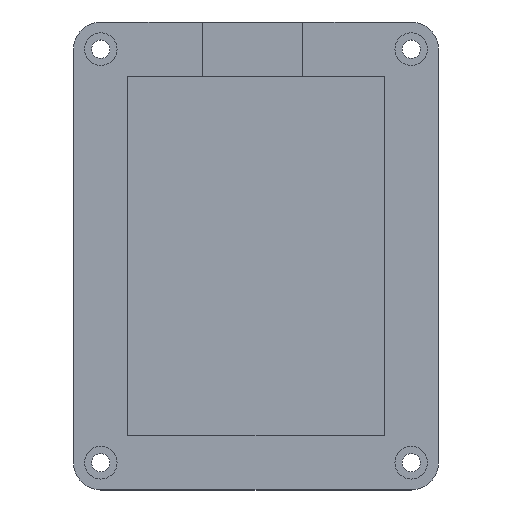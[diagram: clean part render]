
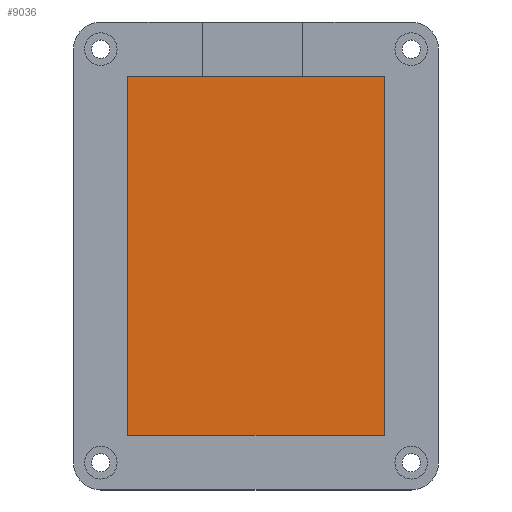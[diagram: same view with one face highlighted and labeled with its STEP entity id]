
A CAD part, top view. The second image highlights one B-rep face of the part: STEP entity #9036.
In plain terms, the highlighted planar face has unit normal (0, 0, 1).
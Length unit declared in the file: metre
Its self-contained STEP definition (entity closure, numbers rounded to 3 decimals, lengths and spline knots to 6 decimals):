
#520=LINE('',#14001,#1286);
#523=LINE('',#14007,#1289);
#527=LINE('',#14015,#1293);
#536=LINE('',#14033,#1302);
#1286=VECTOR('',#11000,1.);
#1289=VECTOR('',#11005,1.);
#1293=VECTOR('',#11011,1.);
#1302=VECTOR('',#11036,1.);
#1912=PLANE('',#9820);
#2629=ORIENTED_EDGE('',*,*,#5393,.F.);
#2630=ORIENTED_EDGE('',*,*,#5390,.T.);
#2631=ORIENTED_EDGE('',*,*,#5406,.T.);
#2632=ORIENTED_EDGE('',*,*,#5397,.F.);
#5390=EDGE_CURVE('',#6791,#6792,#520,.T.);
#5393=EDGE_CURVE('',#6791,#6793,#523,.T.);
#5397=EDGE_CURVE('',#6793,#6796,#527,.T.);
#5406=EDGE_CURVE('',#6792,#6796,#536,.T.);
#6791=VERTEX_POINT('',#14002);
#6792=VERTEX_POINT('',#14003);
#6793=VERTEX_POINT('',#14008);
#6796=VERTEX_POINT('',#14016);
#7727=EDGE_LOOP('',(#2629,#2630,#2631,#2632));
#8305=FACE_BOUND('',#7727,.T.);
#9036=ADVANCED_FACE('',(#8305),#1912,.T.);
#9820=AXIS2_PLACEMENT_3D('',#14034,#11037,#11038);
#11000=DIRECTION('',(1.,0.,0.));
#11005=DIRECTION('',(0.,1.,0.));
#11011=DIRECTION('',(1.,0.,0.));
#11036=DIRECTION('',(0.,1.,0.));
#11037=DIRECTION('',(0.,0.,1.));
#11038=DIRECTION('',(1.,0.,0.));
#14001=CARTESIAN_POINT('',(0.023551,0.,0.003));
#14002=CARTESIAN_POINT('',(0.,0.,0.003));
#14003=CARTESIAN_POINT('',(0.047101,0.,0.003));
#14007=CARTESIAN_POINT('',(0.,0.03302,0.003));
#14008=CARTESIAN_POINT('',(0.,0.06604,0.003));
#14015=CARTESIAN_POINT('',(0.023551,0.06604,0.003));
#14016=CARTESIAN_POINT('',(0.047101,0.06604,0.003));
#14033=CARTESIAN_POINT('',(0.047101,0.03302,0.003));
#14034=CARTESIAN_POINT('',(0.023551,0.03302,0.003));
